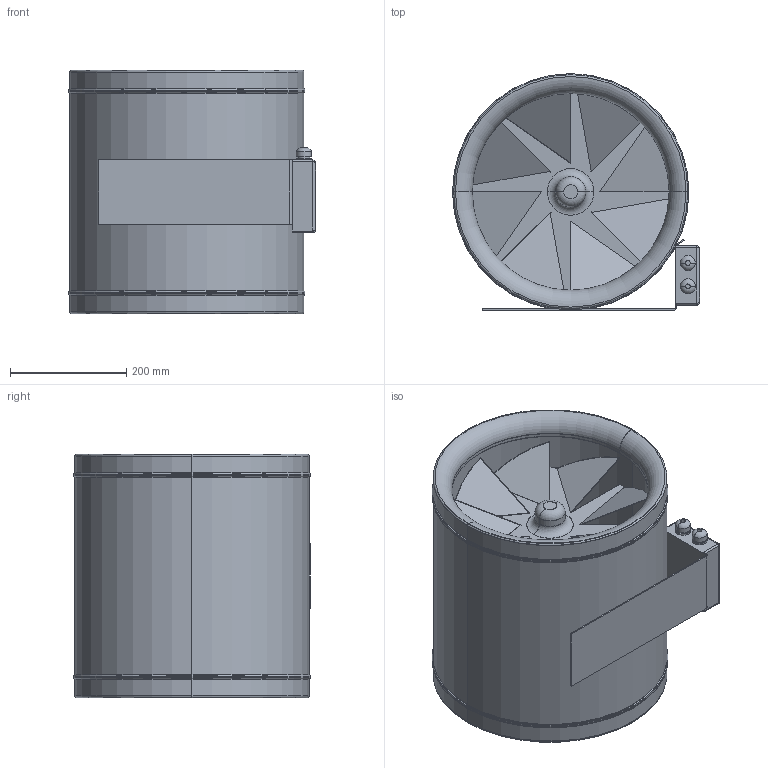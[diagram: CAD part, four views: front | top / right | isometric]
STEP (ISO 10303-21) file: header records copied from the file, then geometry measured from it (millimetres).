
FILE_DESCRIPTION (( 'STEP AP214' ), '1' );
FILE_NAME ('EDR-40.step', '2009-05-25T18:32:51', ( 'Wolfgang Schmidt' ), ( 'WS-KO' ), 'SwSTEP 2.0', 'SolidWorks 2008', '' );
FILE_SCHEMA (( 'AUTOMOTIVE_DESIGN' ));
Length unit declared in the file: millimetre
Products named in the file (1): EDR-40
Bounding box: 424.22 x 406 x 418 mm (x, y, z)
Volume: 1411992.3 mm3; surface area: 1709557.1 mm2
Topology: 11 solids, 11 shells, 219 faces, 481 edges, 292 vertices
Faces by surface type: plane 97, cylinder 74, torus 44, bspline 4
Entity records: 6228 total; most frequent: CARTESIAN_POINT 1255, DIRECTION 1075, ORIENTED_EDGE 954, EDGE_CURVE 477, AXIS2_PLACEMENT_3D 408, VERTEX_POINT 292, VECTOR 259, LINE 259
